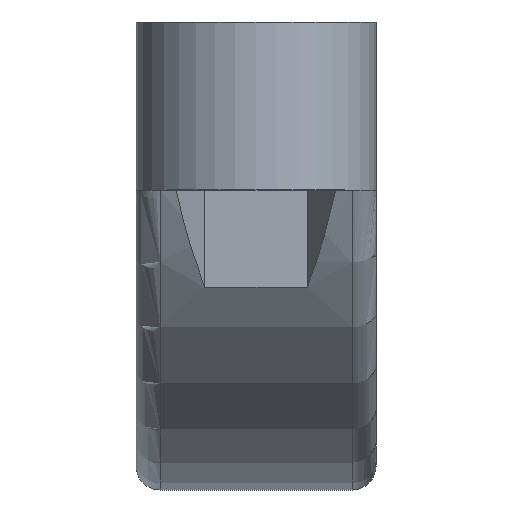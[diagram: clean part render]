
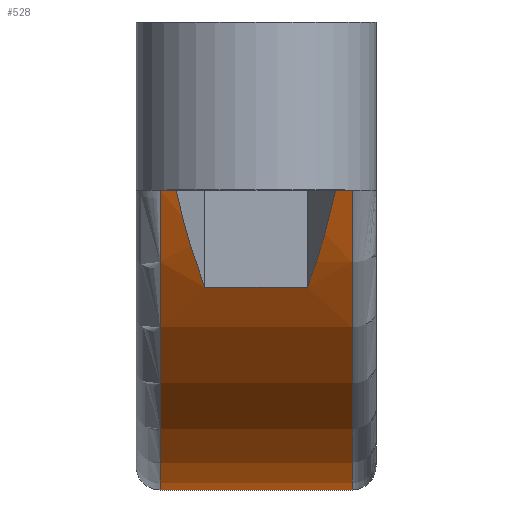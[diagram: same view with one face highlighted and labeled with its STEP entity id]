
A CAD part, front view. The second image highlights one B-rep face of the part: STEP entity #528.
In plain terms, the highlighted cylindrical face has radius 19 mm (diameter 38 mm), a partial arc.
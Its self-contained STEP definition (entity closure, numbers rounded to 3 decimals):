
#39=ELLIPSE('',#579,21.939,19.);
#40=ELLIPSE('',#580,21.939,19.);
#41=ELLIPSE('',#582,21.939,19.);
#42=ELLIPSE('',#583,21.939,19.);
#43=LINE('',#801,#99);
#44=LINE('',#805,#100);
#45=LINE('',#809,#101);
#46=LINE('',#813,#102);
#47=LINE('',#817,#103);
#48=LINE('',#820,#104);
#99=VECTOR('',#631,10.);
#100=VECTOR('',#634,10.);
#101=VECTOR('',#637,10.);
#102=VECTOR('',#640,10.);
#103=VECTOR('',#643,10.);
#104=VECTOR('',#646,10.);
#155=CYLINDRICAL_SURFACE('',#578,19.);
#162=FACE_OUTER_BOUND('',#190,.T.);
#190=EDGE_LOOP('',(#373,#374,#375,#376,#377,#378,#379,#380,#381,#382,#383,
#384));
#221=CIRCLE('',#576,19.);
#223=CIRCLE('',#581,19.);
#240=VERTEX_POINT('',#774);
#241=VERTEX_POINT('',#785);
#243=VERTEX_POINT('',#800);
#244=VERTEX_POINT('',#802);
#245=VERTEX_POINT('',#804);
#246=VERTEX_POINT('',#806);
#247=VERTEX_POINT('',#808);
#248=VERTEX_POINT('',#810);
#249=VERTEX_POINT('',#812);
#250=VERTEX_POINT('',#814);
#251=VERTEX_POINT('',#816);
#252=VERTEX_POINT('',#818);
#292=EDGE_CURVE('',#240,#241,#221,.T.);
#295=EDGE_CURVE('',#243,#240,#43,.T.);
#296=EDGE_CURVE('',#243,#244,#39,.T.);
#297=EDGE_CURVE('',#244,#245,#44,.T.);
#298=EDGE_CURVE('',#245,#246,#40,.T.);
#299=EDGE_CURVE('',#247,#246,#45,.T.);
#300=EDGE_CURVE('',#248,#247,#223,.T.);
#301=EDGE_CURVE('',#248,#249,#46,.T.);
#302=EDGE_CURVE('',#249,#250,#41,.T.);
#303=EDGE_CURVE('',#250,#251,#47,.T.);
#304=EDGE_CURVE('',#251,#252,#42,.T.);
#305=EDGE_CURVE('',#252,#241,#48,.T.);
#373=ORIENTED_EDGE('',*,*,#292,.F.);
#374=ORIENTED_EDGE('',*,*,#295,.F.);
#375=ORIENTED_EDGE('',*,*,#296,.T.);
#376=ORIENTED_EDGE('',*,*,#297,.T.);
#377=ORIENTED_EDGE('',*,*,#298,.T.);
#378=ORIENTED_EDGE('',*,*,#299,.F.);
#379=ORIENTED_EDGE('',*,*,#300,.F.);
#380=ORIENTED_EDGE('',*,*,#301,.T.);
#381=ORIENTED_EDGE('',*,*,#302,.T.);
#382=ORIENTED_EDGE('',*,*,#303,.T.);
#383=ORIENTED_EDGE('',*,*,#304,.T.);
#384=ORIENTED_EDGE('',*,*,#305,.T.);
#528=ADVANCED_FACE('',(#162),#155,.T.);
#576=AXIS2_PLACEMENT_3D('',#786,#625,#626);
#578=AXIS2_PLACEMENT_3D('',#799,#629,#630);
#579=AXIS2_PLACEMENT_3D('',#803,#632,#633);
#580=AXIS2_PLACEMENT_3D('',#807,#635,#636);
#581=AXIS2_PLACEMENT_3D('',#811,#638,#639);
#582=AXIS2_PLACEMENT_3D('',#815,#641,#642);
#583=AXIS2_PLACEMENT_3D('',#819,#644,#645);
#625=DIRECTION('center_axis',(-1.,0.,0.));
#626=DIRECTION('ref_axis',(0.,0.,-1.));
#629=DIRECTION('center_axis',(-1.,0.,0.));
#630=DIRECTION('ref_axis',(0.,0.,-1.));
#631=DIRECTION('',(-1.,0.,0.));
#632=DIRECTION('center_axis',(-0.866,-0.5,0.));
#633=DIRECTION('ref_axis',(-0.5,0.866,0.));
#634=DIRECTION('',(1.,0.,0.));
#635=DIRECTION('center_axis',(0.866,-0.5,0.));
#636=DIRECTION('ref_axis',(0.5,0.866,0.));
#637=DIRECTION('',(-1.,0.,0.));
#638=DIRECTION('center_axis',(1.,0.,0.));
#639=DIRECTION('ref_axis',(0.,0.,-1.));
#640=DIRECTION('',(-1.,0.,0.));
#641=DIRECTION('center_axis',(0.866,0.5,0.));
#642=DIRECTION('ref_axis',(-0.5,0.866,0.));
#643=DIRECTION('',(-1.,0.,0.));
#644=DIRECTION('center_axis',(-0.866,0.5,0.));
#645=DIRECTION('ref_axis',(0.5,0.866,0.));
#646=DIRECTION('',(-1.,0.,0.));
#774=CARTESIAN_POINT('',(6.2,20.354,-24.5));
#785=CARTESIAN_POINT('',(6.2,-15.354,-24.5));
#786=CARTESIAN_POINT('Origin',(6.2,2.5,-18.));
#799=CARTESIAN_POINT('Origin',(15.2,2.5,-18.));
#800=CARTESIAN_POINT('',(6.878,20.354,-24.5));
#801=CARTESIAN_POINT('',(15.2,20.354,-24.5));
#802=CARTESIAN_POINT('',(8.064,18.3,-28.553));
#803=CARTESIAN_POINT('Origin',(17.186,2.5,-18.));
#804=CARTESIAN_POINT('',(12.336,18.3,-28.553));
#805=CARTESIAN_POINT('',(15.2,18.3,-28.553));
#806=CARTESIAN_POINT('',(13.522,20.354,-24.5));
#807=CARTESIAN_POINT('Origin',(3.214,2.5,-18.));
#808=CARTESIAN_POINT('',(14.2,20.354,-24.5));
#809=CARTESIAN_POINT('',(15.2,20.354,-24.5));
#810=CARTESIAN_POINT('',(14.2,-15.354,-24.5));
#811=CARTESIAN_POINT('Origin',(14.2,2.5,-18.));
#812=CARTESIAN_POINT('',(13.522,-15.354,-24.5));
#813=CARTESIAN_POINT('',(15.2,-15.354,-24.5));
#814=CARTESIAN_POINT('',(12.336,-13.3,-28.553));
#815=CARTESIAN_POINT('Origin',(3.214,2.5,-18.));
#816=CARTESIAN_POINT('',(8.064,-13.3,-28.553));
#817=CARTESIAN_POINT('',(15.2,-13.3,-28.553));
#818=CARTESIAN_POINT('',(6.878,-15.354,-24.5));
#819=CARTESIAN_POINT('Origin',(17.186,2.5,-18.));
#820=CARTESIAN_POINT('',(15.2,-15.354,-24.5));
